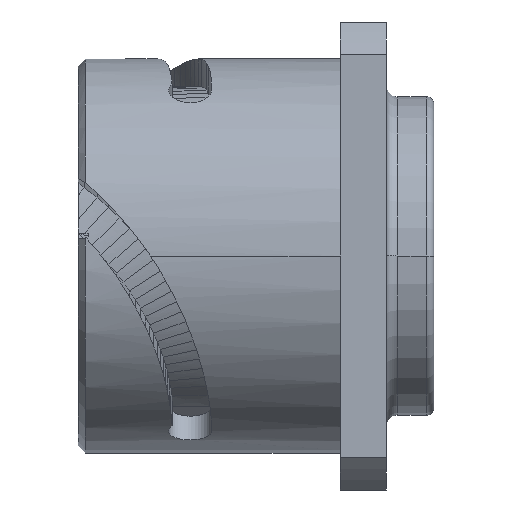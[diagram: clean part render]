
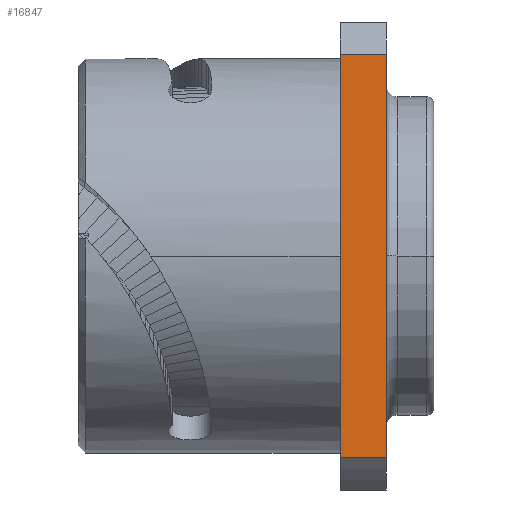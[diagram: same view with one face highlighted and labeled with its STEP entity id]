
A CAD part, front view. The second image highlights one B-rep face of the part: STEP entity #16847.
In plain terms, the highlighted planar face has unit normal (0, -1, 0).
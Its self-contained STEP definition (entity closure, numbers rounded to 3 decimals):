
#2918=DIRECTION('',(0.,0.,-1.));
#2919=VECTOR('',#2918,27.945);
#2920=CARTESIAN_POINT('',(18.2,-16.255,13.973));
#2921=LINE('792',#2920,#2919);
#3059=DIRECTION('',(0.,0.,-1.));
#3060=VECTOR('',#3059,27.945);
#3061=CARTESIAN_POINT('',(21.4,-16.255,13.973));
#3062=LINE('788',#3061,#3060);
#3206=DIRECTION('',(1.,0.,0.));
#3207=VECTOR('',#3206,3.2);
#3208=CARTESIAN_POINT('',(18.2,-16.255,-13.973));
#3209=LINE('946',#3208,#3207);
#3210=DIRECTION('',(1.,0.,0.));
#3211=VECTOR('',#3210,3.2);
#3212=CARTESIAN_POINT('',(18.2,-16.255,13.973));
#3213=LINE('944',#3212,#3211);
#7761=CARTESIAN_POINT('',(21.4,-16.255,13.973));
#7762=CARTESIAN_POINT('',(21.4,-16.255,-13.973));
#7763=VERTEX_POINT('',#7761);
#7764=VERTEX_POINT('',#7762);
#7777=CARTESIAN_POINT('',(18.2,-16.255,13.973));
#7778=CARTESIAN_POINT('',(18.2,-16.255,-13.973));
#7779=VERTEX_POINT('',#7777);
#7780=VERTEX_POINT('',#7778);
#16835=CARTESIAN_POINT('',(18.2,-16.255,16.255));
#16836=DIRECTION('',(0.,1.,0.));
#16837=DIRECTION('',(0.,0.,-1.));
#16838=AXIS2_PLACEMENT_3D('',#16835,#16836,#16837);
#16839=PLANE('256',#16838);
#16840=ORIENTED_EDGE('788',*,*,#16755,.T.);
#16841=ORIENTED_EDGE('946',*,*,#16820,.F.);
#16842=ORIENTED_EDGE('792',*,*,#16675,.F.);
#16844=ORIENTED_EDGE('944',*,*,#16843,.T.);
#16845=EDGE_LOOP('256',(#16840,#16841,#16842,#16844));
#16846=FACE_OUTER_BOUND('256',#16845,.F.);
#16675=EDGE_CURVE('792',#7779,#7780,#2921,.T.);
#16755=EDGE_CURVE('788',#7763,#7764,#3062,.T.);
#16820=EDGE_CURVE('946',#7780,#7764,#3209,.T.);
#16843=EDGE_CURVE('944',#7779,#7763,#3213,.T.);
#16847=ADVANCED_FACE('256',(#16846),#16839,.F.);
